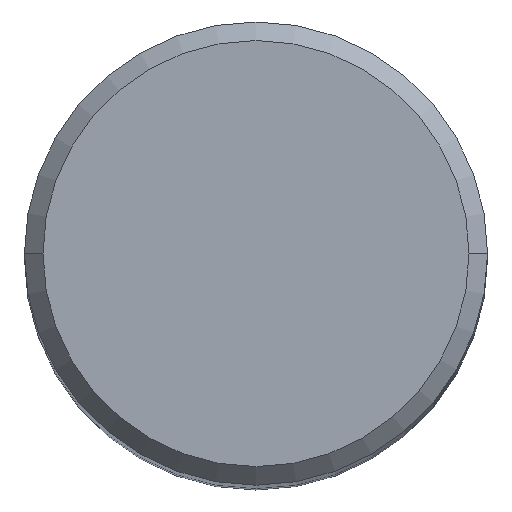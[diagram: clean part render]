
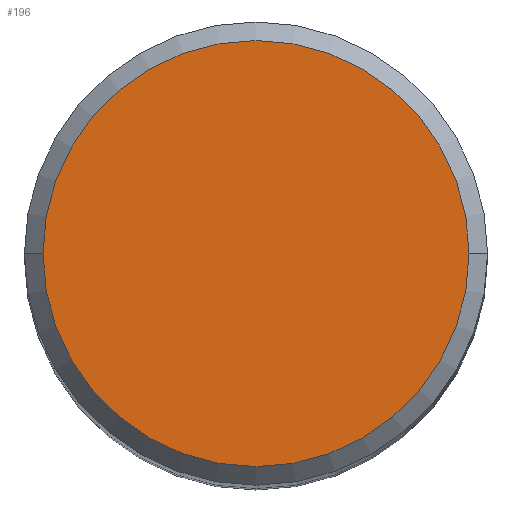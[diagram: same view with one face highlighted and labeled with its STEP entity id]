
A CAD part, top view. The second image highlights one B-rep face of the part: STEP entity #196.
In plain terms, the highlighted planar face has unit normal (0, 0, 1).
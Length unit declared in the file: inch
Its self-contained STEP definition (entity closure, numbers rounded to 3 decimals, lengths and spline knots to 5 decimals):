
#15 = CARTESIAN_POINT ( 'NONE',  ( 0.23, 0., 0. ) ) ;
#16 = ORIENTED_EDGE ( 'NONE', *, *, #103, .T. ) ;
#24 = EDGE_CURVE ( 'NONE', #269, #311, #121, .T. ) ;
#27 = DIRECTION ( 'NONE',  ( 1., 0., 0. ) ) ;
#32 = AXIS2_PLACEMENT_3D ( 'NONE', #33, #85, #27 ) ;
#33 = CARTESIAN_POINT ( 'NONE',  ( 0., 0., 0. ) ) ;
#71 = ORIENTED_EDGE ( 'NONE', *, *, #24, .T. ) ;
#81 = CARTESIAN_POINT ( 'NONE',  ( 0., 0.23, 0. ) ) ;
#85 = DIRECTION ( 'NONE',  ( 0., 0., 1. ) ) ;
#89 = DIRECTION ( 'NONE',  ( 0., 0., 1. ) ) ;
#99 = PLANE ( 'NONE',  #118 ) ;
#103 = EDGE_CURVE ( 'NONE', #311, #269, #204, .T. ) ;
#118 = AXIS2_PLACEMENT_3D ( 'NONE', #81, #270, #305 ) ;
#121 = CIRCLE ( 'NONE', #351, 0.23 ) ;
#136 = FACE_OUTER_BOUND ( 'NONE', #336, .T. ) ;
#164 = CARTESIAN_POINT ( 'NONE',  ( 0., 0., 0. ) ) ;
#195 = DIRECTION ( 'NONE',  ( 1., 0., 0. ) ) ;
#196 = ADVANCED_FACE ( 'NONE', ( #136 ), #99, .F. ) ;
#204 = CIRCLE ( 'NONE', #32, 0.23 ) ;
#269 = VERTEX_POINT ( 'NONE', #15 ) ;
#270 = DIRECTION ( 'NONE',  ( 0., 0., -1. ) ) ;
#305 = DIRECTION ( 'NONE',  ( -1., 0., 0. ) ) ;
#311 = VERTEX_POINT ( 'NONE', #331 ) ;
#331 = CARTESIAN_POINT ( 'NONE',  ( -0.23, 0., 0. ) ) ;
#336 = EDGE_LOOP ( 'NONE', ( #16, #71 ) ) ;
#351 = AXIS2_PLACEMENT_3D ( 'NONE', #164, #89, #195 ) ;
